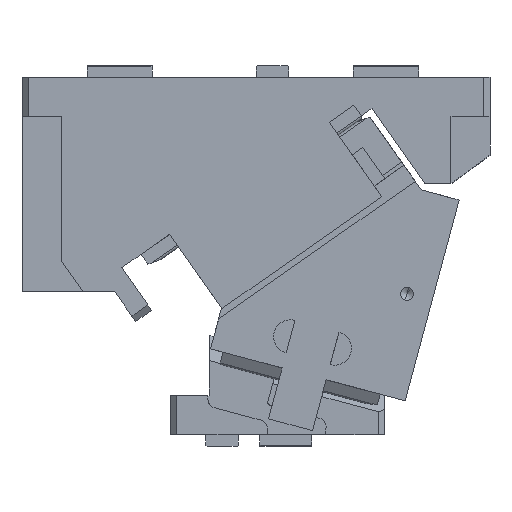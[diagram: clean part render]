
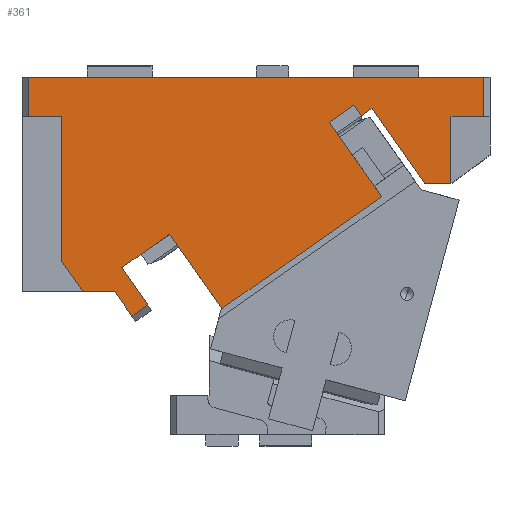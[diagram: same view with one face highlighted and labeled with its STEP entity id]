
A CAD part, front view. The second image highlights one B-rep face of the part: STEP entity #361.
In plain terms, the highlighted planar face has unit normal (0, -1, 0).
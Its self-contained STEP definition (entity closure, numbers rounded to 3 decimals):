
#164=CARTESIAN_POINT('Vertex',(153.752,-55.,-178.045)) ;
#167=CARTESIAN_POINT('Line Origine',(133.677,-55.,-149.374)) ;
#171=CARTESIAN_POINT('Vertex',(113.602,-55.,-120.704)) ;
#195=CARTESIAN_POINT('Axis2P3D Location',(0.,-55.,0.)) ;
#200=CARTESIAN_POINT('Line Origine',(256.55,-55.,-63.338)) ;
#204=CARTESIAN_POINT('Vertex',(236.475,-55.,-34.667)) ;
#206=CARTESIAN_POINT('Vertex',(276.625,-55.,-92.008)) ;
#209=CARTESIAN_POINT('Line Origine',(245.895,-55.,-28.071)) ;
#213=CARTESIAN_POINT('Vertex',(255.315,-55.,-21.475)) ;
#216=CARTESIAN_POINT('Line Origine',(258.183,-55.,-25.571)) ;
#220=CARTESIAN_POINT('Vertex',(261.051,-55.,-29.667)) ;
#223=CARTESIAN_POINT('Line Origine',(265.147,-55.,-26.799)) ;
#227=CARTESIAN_POINT('Vertex',(269.243,-55.,-23.931)) ;
#230=CARTESIAN_POINT('Line Origine',(289.573,-55.,-52.965)) ;
#234=CARTESIAN_POINT('Vertex',(309.903,-55.,-82.)) ;
#237=CARTESIAN_POINT('Line Origine',(319.952,-55.,-82.)) ;
#241=CARTESIAN_POINT('Vertex',(330.,-55.,-82.)) ;
#244=CARTESIAN_POINT('Line Origine',(330.,-55.,-56.)) ;
#248=CARTESIAN_POINT('Vertex',(330.,-55.,-30.)) ;
#251=CARTESIAN_POINT('Line Origine',(342.5,-55.,-30.)) ;
#255=CARTESIAN_POINT('Vertex',(355.,-55.,-30.)) ;
#258=CARTESIAN_POINT('Line Origine',(355.,-55.,-15.)) ;
#262=CARTESIAN_POINT('Vertex',(355.,-55.,0.)) ;
#265=CARTESIAN_POINT('Line Origine',(180.,-55.,0.)) ;
#269=CARTESIAN_POINT('Vertex',(5.,-55.,0.)) ;
#272=CARTESIAN_POINT('Line Origine',(5.,-55.,-15.)) ;
#276=CARTESIAN_POINT('Vertex',(5.,-55.,-30.)) ;
#279=CARTESIAN_POINT('Line Origine',(17.5,-55.,-30.)) ;
#283=CARTESIAN_POINT('Vertex',(30.,-55.,-30.)) ;
#286=CARTESIAN_POINT('Line Origine',(30.,-55.,-85.392)) ;
#290=CARTESIAN_POINT('Vertex',(30.,-55.,-140.783)) ;
#293=CARTESIAN_POINT('Line Origine',(38.478,-55.,-152.892)) ;
#297=CARTESIAN_POINT('Vertex',(46.957,-55.,-165.)) ;
#300=CARTESIAN_POINT('Line Origine',(59.164,-55.,-165.)) ;
#304=CARTESIAN_POINT('Vertex',(71.372,-55.,-165.)) ;
#307=CARTESIAN_POINT('Line Origine',(77.95,-55.,-174.394)) ;
#311=CARTESIAN_POINT('Vertex',(84.528,-55.,-183.789)) ;
#314=CARTESIAN_POINT('Line Origine',(90.672,-55.,-179.487)) ;
#318=CARTESIAN_POINT('Vertex',(96.815,-55.,-175.185)) ;
#321=CARTESIAN_POINT('Line Origine',(86.778,-55.,-160.85)) ;
#325=CARTESIAN_POINT('Vertex',(76.74,-55.,-146.515)) ;
#328=CARTESIAN_POINT('Line Origine',(95.171,-55.,-133.609)) ;
#333=CARTESIAN_POINT('Line Origine',(215.189,-55.,-135.026)) ;
#168=DIRECTION('Vector Direction',(-0.574,0.,0.819)) ;
#196=DIRECTION('Axis2P3D Direction',(0.,-1.,0.)) ;
#197=DIRECTION('Axis2P3D XDirection',(0.,0.,-1.)) ;
#201=DIRECTION('Vector Direction',(0.574,0.,-0.819)) ;
#210=DIRECTION('Vector Direction',(0.819,0.,0.574)) ;
#217=DIRECTION('Vector Direction',(0.574,0.,-0.819)) ;
#224=DIRECTION('Vector Direction',(0.819,0.,0.574)) ;
#231=DIRECTION('Vector Direction',(0.574,0.,-0.819)) ;
#238=DIRECTION('Vector Direction',(1.,0.,0.)) ;
#245=DIRECTION('Vector Direction',(0.,0.,-1.)) ;
#252=DIRECTION('Vector Direction',(-1.,0.,0.)) ;
#259=DIRECTION('Vector Direction',(0.,0.,-1.)) ;
#266=DIRECTION('Vector Direction',(1.,0.,0.)) ;
#273=DIRECTION('Vector Direction',(0.,0.,-1.)) ;
#280=DIRECTION('Vector Direction',(1.,0.,0.)) ;
#287=DIRECTION('Vector Direction',(0.,0.,-1.)) ;
#294=DIRECTION('Vector Direction',(-0.574,0.,0.819)) ;
#301=DIRECTION('Vector Direction',(1.,0.,0.)) ;
#308=DIRECTION('Vector Direction',(-0.574,0.,0.819)) ;
#315=DIRECTION('Vector Direction',(0.819,0.,0.574)) ;
#322=DIRECTION('Vector Direction',(-0.574,0.,0.819)) ;
#329=DIRECTION('Vector Direction',(0.819,0.,0.574)) ;
#334=DIRECTION('Vector Direction',(-0.819,0.,-0.574)) ;
#198=AXIS2_PLACEMENT_3D('Plane Axis2P3D',#195,#196,#197) ;
#339=ORIENTED_EDGE('',*,*,#208,.F.) ;
#340=ORIENTED_EDGE('',*,*,#215,.T.) ;
#341=ORIENTED_EDGE('',*,*,#222,.T.) ;
#342=ORIENTED_EDGE('',*,*,#229,.T.) ;
#343=ORIENTED_EDGE('',*,*,#236,.T.) ;
#344=ORIENTED_EDGE('',*,*,#243,.T.) ;
#345=ORIENTED_EDGE('',*,*,#250,.F.) ;
#346=ORIENTED_EDGE('',*,*,#257,.F.) ;
#347=ORIENTED_EDGE('',*,*,#264,.F.) ;
#348=ORIENTED_EDGE('',*,*,#271,.F.) ;
#349=ORIENTED_EDGE('',*,*,#278,.T.) ;
#350=ORIENTED_EDGE('',*,*,#285,.T.) ;
#351=ORIENTED_EDGE('',*,*,#292,.T.) ;
#352=ORIENTED_EDGE('',*,*,#299,.F.) ;
#353=ORIENTED_EDGE('',*,*,#306,.T.) ;
#354=ORIENTED_EDGE('',*,*,#313,.F.) ;
#355=ORIENTED_EDGE('',*,*,#320,.T.) ;
#356=ORIENTED_EDGE('',*,*,#327,.T.) ;
#357=ORIENTED_EDGE('',*,*,#332,.T.) ;
#358=ORIENTED_EDGE('',*,*,#173,.F.) ;
#359=ORIENTED_EDGE('',*,*,#337,.F.) ;
#169=VECTOR('Line Direction',#168,1.) ;
#202=VECTOR('Line Direction',#201,1.) ;
#211=VECTOR('Line Direction',#210,1.) ;
#218=VECTOR('Line Direction',#217,1.) ;
#225=VECTOR('Line Direction',#224,1.) ;
#232=VECTOR('Line Direction',#231,1.) ;
#239=VECTOR('Line Direction',#238,1.) ;
#246=VECTOR('Line Direction',#245,1.) ;
#253=VECTOR('Line Direction',#252,1.) ;
#260=VECTOR('Line Direction',#259,1.) ;
#267=VECTOR('Line Direction',#266,1.) ;
#274=VECTOR('Line Direction',#273,1.) ;
#281=VECTOR('Line Direction',#280,1.) ;
#288=VECTOR('Line Direction',#287,1.) ;
#295=VECTOR('Line Direction',#294,1.) ;
#302=VECTOR('Line Direction',#301,1.) ;
#309=VECTOR('Line Direction',#308,1.) ;
#316=VECTOR('Line Direction',#315,1.) ;
#323=VECTOR('Line Direction',#322,1.) ;
#330=VECTOR('Line Direction',#329,1.) ;
#335=VECTOR('Line Direction',#334,1.) ;
#361=ADVANCED_FACE('CAM HOLDER',(#360),#199,.T.) ;
#173=EDGE_CURVE('',#165,#172,#170,.T.) ;
#208=EDGE_CURVE('',#205,#207,#203,.T.) ;
#215=EDGE_CURVE('',#205,#214,#212,.T.) ;
#222=EDGE_CURVE('',#214,#221,#219,.T.) ;
#229=EDGE_CURVE('',#221,#228,#226,.T.) ;
#236=EDGE_CURVE('',#228,#235,#233,.T.) ;
#243=EDGE_CURVE('',#235,#242,#240,.T.) ;
#250=EDGE_CURVE('',#249,#242,#247,.T.) ;
#257=EDGE_CURVE('',#256,#249,#254,.T.) ;
#264=EDGE_CURVE('',#263,#256,#261,.T.) ;
#271=EDGE_CURVE('',#270,#263,#268,.T.) ;
#278=EDGE_CURVE('',#270,#277,#275,.T.) ;
#285=EDGE_CURVE('',#277,#284,#282,.T.) ;
#292=EDGE_CURVE('',#284,#291,#289,.T.) ;
#299=EDGE_CURVE('',#298,#291,#296,.T.) ;
#306=EDGE_CURVE('',#298,#305,#303,.T.) ;
#313=EDGE_CURVE('',#312,#305,#310,.T.) ;
#320=EDGE_CURVE('',#312,#319,#317,.T.) ;
#327=EDGE_CURVE('',#319,#326,#324,.T.) ;
#332=EDGE_CURVE('',#326,#172,#331,.T.) ;
#337=EDGE_CURVE('',#207,#165,#336,.T.) ;
#338=EDGE_LOOP('',(#339,#340,#341,#342,#343,#344,#345,#346,#347,#348,#349,#350,#351,#352,#353,#354,#355,#356,#357,#358,#359)) ;
#360=FACE_OUTER_BOUND('',#338,.T.) ;
#170=LINE('Line',#167,#169) ;
#203=LINE('Line',#200,#202) ;
#212=LINE('Line',#209,#211) ;
#219=LINE('Line',#216,#218) ;
#226=LINE('Line',#223,#225) ;
#233=LINE('Line',#230,#232) ;
#240=LINE('Line',#237,#239) ;
#247=LINE('Line',#244,#246) ;
#254=LINE('Line',#251,#253) ;
#261=LINE('Line',#258,#260) ;
#268=LINE('Line',#265,#267) ;
#275=LINE('Line',#272,#274) ;
#282=LINE('Line',#279,#281) ;
#289=LINE('Line',#286,#288) ;
#296=LINE('Line',#293,#295) ;
#303=LINE('Line',#300,#302) ;
#310=LINE('Line',#307,#309) ;
#317=LINE('Line',#314,#316) ;
#324=LINE('Line',#321,#323) ;
#331=LINE('Line',#328,#330) ;
#336=LINE('Line',#333,#335) ;
#199=PLANE('Plane',#198) ;
#165=VERTEX_POINT('',#164) ;
#172=VERTEX_POINT('',#171) ;
#205=VERTEX_POINT('',#204) ;
#207=VERTEX_POINT('',#206) ;
#214=VERTEX_POINT('',#213) ;
#221=VERTEX_POINT('',#220) ;
#228=VERTEX_POINT('',#227) ;
#235=VERTEX_POINT('',#234) ;
#242=VERTEX_POINT('',#241) ;
#249=VERTEX_POINT('',#248) ;
#256=VERTEX_POINT('',#255) ;
#263=VERTEX_POINT('',#262) ;
#270=VERTEX_POINT('',#269) ;
#277=VERTEX_POINT('',#276) ;
#284=VERTEX_POINT('',#283) ;
#291=VERTEX_POINT('',#290) ;
#298=VERTEX_POINT('',#297) ;
#305=VERTEX_POINT('',#304) ;
#312=VERTEX_POINT('',#311) ;
#319=VERTEX_POINT('',#318) ;
#326=VERTEX_POINT('',#325) ;
